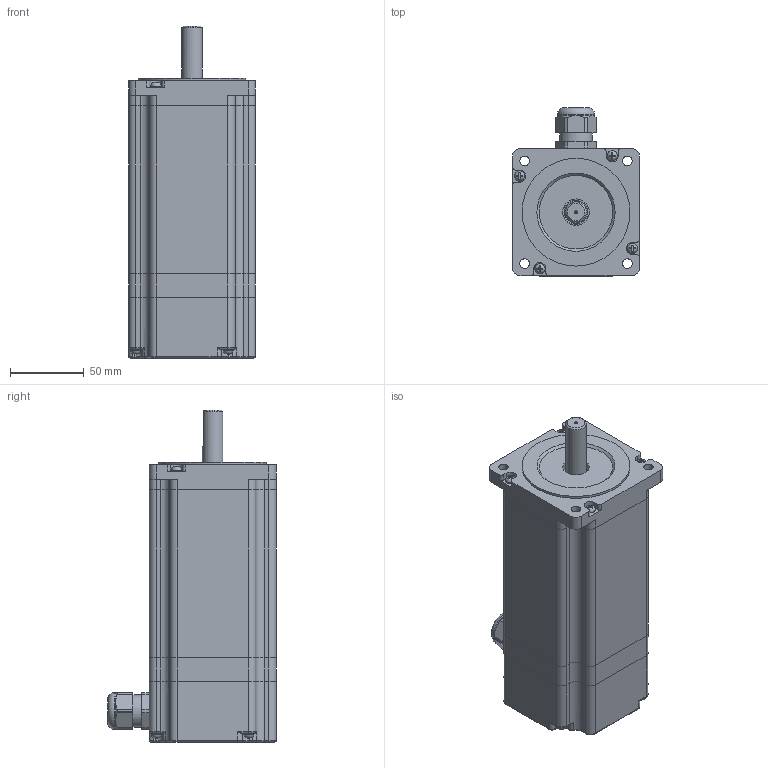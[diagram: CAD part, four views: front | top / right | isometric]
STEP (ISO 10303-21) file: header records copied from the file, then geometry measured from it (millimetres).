
FILE_DESCRIPTION(/* description */ ('Alibre Inc.'),/* implementation_level */ '2;1');
FILE_NAME(/* name */ 'export-B86B0B39-C9D9-45F6-BD69-5AC1F0B8BC04',/* time_stamp */ '2021-09-27T09:22:53+02:00',/* author */ (''),/* organization */ (''),/* preprocessor_version */ 'ST-DEVELOPER v17',/* originating_system */ 'Alibre',/* authorisation */ '');
FILE_SCHEMA (('AUTOMOTIVE_DESIGN'));
Length unit declared in the file: millimetre
Bounding box: 86 x 114 x 225 mm (x, y, z)
Volume: 780506.6 mm3; surface area: 222023.2 mm2
Topology: 44 solids, 110 shells, 3600 faces, 9748 edges, 6445 vertices
Faces by surface type: plane 1780, bspline 1309, cylinder 353, torus 88, cone 52, sphere 18
Full cylindrical faces by diameter (mm): 0.239 x2, 1.5 x5, 2.459 x4, 3 x2, 3.5 x2, 3.85 x8, 4 x1, 4.5 x24, 5.35 x2, 6 x2, 6.5 x4, 6.8 x8, 8 x1, 10 x1, 14 x1, 15 x2, 16.5 x1, 18 x2, 18.376 x1, 18.38 x1, 20 x1, 22.3 x1, 25 x1, 35 x2, 52 x3, 53 x2, 53.5 x1, 73 x1, 80 x1, 80.5 x1
Entity records: 108292 total; most frequent: CARTESIAN_POINT 34516, ORIENTED_EDGE 17424, DIRECTION 9114, EDGE_CURVE 8712, VERTEX_POINT 5823, VECTOR 5212, LINE 5212, EDGE_LOOP 3581
